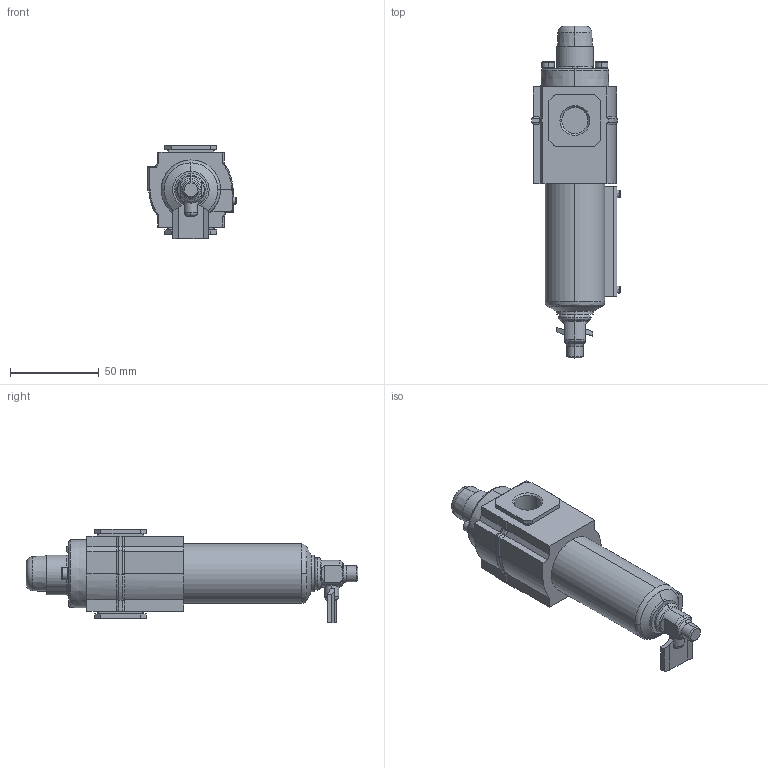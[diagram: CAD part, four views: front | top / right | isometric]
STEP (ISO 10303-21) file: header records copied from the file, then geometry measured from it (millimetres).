
FILE_DESCRIPTION (( 'STEP AP214' ), '1' );
FILE_NAME ('Norgren-F72C-3AD-QD0.step', '2019-03-02T22:54:45', ( '' ), ( '' ), 'SwSTEP 2.0', 'SolidWorks 2019', '' );
FILE_SCHEMA (( 'AUTOMOTIVE_DESIGN' ));
Length unit declared in the file: millimetre
Products named in the file (5): Norgren-F72C-3AD-QD0; Norgren-F72C-3AD-QD0_F72_5797-50; Norgren-F72C-3AD-QD0_F72_ss_41_3-8; Norgren-F72C-3AD-QD0_F72_ss_03; Norgren-F72C-3AD-QD0_F72_ss_06
Assembly tree (4 placements, depth 2):
  Norgren-F72C-3AD-QD0
    Norgren-F72C-3AD-QD0_F72_ss_41_3-8
    Norgren-F72C-3AD-QD0_F72_ss_06
    Norgren-F72C-3AD-QD0_F72_ss_03
    Norgren-F72C-3AD-QD0_F72_5797-50
Bounding box: 49.64 x 187.1 x 52.83 mm (x, y, z)
Volume: 190802.8 mm3; surface area: 35160.5 mm2
Topology: 5 solids, 5 shells, 277 faces, 664 edges, 414 vertices
Faces by surface type: plane 148, cylinder 67, bspline 31, torus 17, cone 14
Entity records: 10692 total; most frequent: CARTESIAN_POINT 2248, ORIENTED_EDGE 1328, DIRECTION 1298, EDGE_CURVE 664, AXIS2_PLACEMENT_3D 446, VERTEX_POINT 414, VECTOR 406, LINE 406
